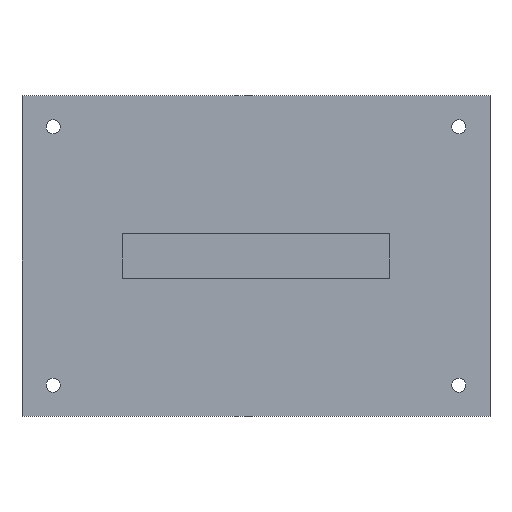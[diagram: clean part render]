
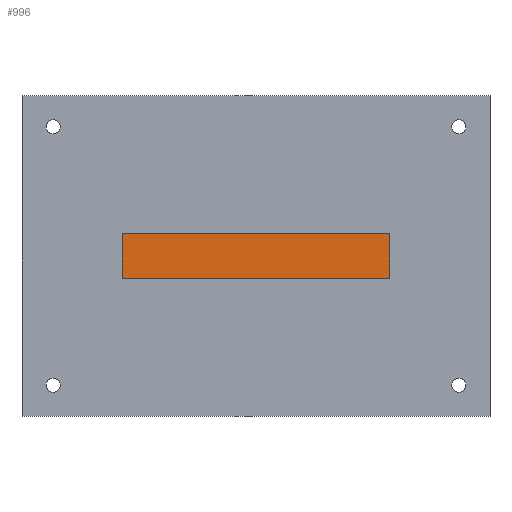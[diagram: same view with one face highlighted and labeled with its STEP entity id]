
A CAD part, top view. The second image highlights one B-rep face of the part: STEP entity #996.
In plain terms, the highlighted planar face has unit normal (0, 0, 1).
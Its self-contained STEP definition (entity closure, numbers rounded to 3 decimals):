
#376 = PLANE('',#377);
#377 = AXIS2_PLACEMENT_3D('',#378,#379,#380);
#378 = CARTESIAN_POINT('',(22.5,31.,3.));
#379 = DIRECTION('',(1.,0.,-0.));
#380 = DIRECTION('',(0.,0.,1.));
#404 = PLANE('',#405);
#405 = AXIS2_PLACEMENT_3D('',#406,#407,#408);
#406 = CARTESIAN_POINT('',(22.5,41.,3.));
#407 = DIRECTION('',(-0.,1.,0.));
#408 = DIRECTION('',(0.,0.,1.));
#432 = PLANE('',#433);
#433 = AXIS2_PLACEMENT_3D('',#434,#435,#436);
#434 = CARTESIAN_POINT('',(82.5,31.,3.));
#435 = DIRECTION('',(1.,0.,-0.));
#436 = DIRECTION('',(0.,0.,1.));
#458 = PLANE('',#459);
#459 = AXIS2_PLACEMENT_3D('',#460,#461,#462);
#460 = CARTESIAN_POINT('',(22.5,31.,3.));
#461 = DIRECTION('',(-0.,1.,0.));
#462 = DIRECTION('',(0.,0.,1.));
#773 = VERTEX_POINT('',#774);
#774 = CARTESIAN_POINT('',(22.5,31.,5.));
#797 = VERTEX_POINT('',#798);
#798 = CARTESIAN_POINT('',(22.5,41.,5.));
#819 = EDGE_CURVE('',#773,#797,#820,.T.);
#820 = SURFACE_CURVE('',#821,(#825,#832),.PCURVE_S1.);
#821 = LINE('',#822,#823);
#822 = CARTESIAN_POINT('',(22.5,31.,5.));
#823 = VECTOR('',#824,1.);
#824 = DIRECTION('',(-0.,1.,0.));
#825 = PCURVE('',#376,#826);
#826 = DEFINITIONAL_REPRESENTATION('',(#827),#831);
#827 = LINE('',#828,#829);
#828 = CARTESIAN_POINT('',(2.,0.));
#829 = VECTOR('',#830,1.);
#830 = DIRECTION('',(0.,-1.));
#831 = ( GEOMETRIC_REPRESENTATION_CONTEXT(2) 
PARAMETRIC_REPRESENTATION_CONTEXT() REPRESENTATION_CONTEXT('2D SPACE',''
  ) );
#832 = PCURVE('',#833,#838);
#833 = PLANE('',#834);
#834 = AXIS2_PLACEMENT_3D('',#835,#836,#837);
#835 = CARTESIAN_POINT('',(22.5,31.,5.));
#836 = DIRECTION('',(0.,0.,1.));
#837 = DIRECTION('',(1.,0.,-0.));
#838 = DEFINITIONAL_REPRESENTATION('',(#839),#843);
#839 = LINE('',#840,#841);
#840 = CARTESIAN_POINT('',(0.,0.));
#841 = VECTOR('',#842,1.);
#842 = DIRECTION('',(0.,1.));
#843 = ( GEOMETRIC_REPRESENTATION_CONTEXT(2) 
PARAMETRIC_REPRESENTATION_CONTEXT() REPRESENTATION_CONTEXT('2D SPACE',''
  ) );
#850 = EDGE_CURVE('',#773,#851,#853,.T.);
#851 = VERTEX_POINT('',#852);
#852 = CARTESIAN_POINT('',(82.5,31.,5.));
#853 = SURFACE_CURVE('',#854,(#858,#865),.PCURVE_S1.);
#854 = LINE('',#855,#856);
#855 = CARTESIAN_POINT('',(22.5,31.,5.));
#856 = VECTOR('',#857,1.);
#857 = DIRECTION('',(1.,0.,-0.));
#858 = PCURVE('',#458,#859);
#859 = DEFINITIONAL_REPRESENTATION('',(#860),#864);
#860 = LINE('',#861,#862);
#861 = CARTESIAN_POINT('',(2.,0.));
#862 = VECTOR('',#863,1.);
#863 = DIRECTION('',(0.,1.));
#864 = ( GEOMETRIC_REPRESENTATION_CONTEXT(2) 
PARAMETRIC_REPRESENTATION_CONTEXT() REPRESENTATION_CONTEXT('2D SPACE',''
  ) );
#865 = PCURVE('',#833,#866);
#866 = DEFINITIONAL_REPRESENTATION('',(#867),#871);
#867 = LINE('',#868,#869);
#868 = CARTESIAN_POINT('',(0.,0.));
#869 = VECTOR('',#870,1.);
#870 = DIRECTION('',(1.,0.));
#871 = ( GEOMETRIC_REPRESENTATION_CONTEXT(2) 
PARAMETRIC_REPRESENTATION_CONTEXT() REPRESENTATION_CONTEXT('2D SPACE',''
  ) );
#900 = VERTEX_POINT('',#901);
#901 = CARTESIAN_POINT('',(82.5,41.,5.));
#922 = EDGE_CURVE('',#851,#900,#923,.T.);
#923 = SURFACE_CURVE('',#924,(#928,#935),.PCURVE_S1.);
#924 = LINE('',#925,#926);
#925 = CARTESIAN_POINT('',(82.5,31.,5.));
#926 = VECTOR('',#927,1.);
#927 = DIRECTION('',(-0.,1.,0.));
#928 = PCURVE('',#432,#929);
#929 = DEFINITIONAL_REPRESENTATION('',(#930),#934);
#930 = LINE('',#931,#932);
#931 = CARTESIAN_POINT('',(2.,0.));
#932 = VECTOR('',#933,1.);
#933 = DIRECTION('',(0.,-1.));
#934 = ( GEOMETRIC_REPRESENTATION_CONTEXT(2) 
PARAMETRIC_REPRESENTATION_CONTEXT() REPRESENTATION_CONTEXT('2D SPACE',''
  ) );
#935 = PCURVE('',#833,#936);
#936 = DEFINITIONAL_REPRESENTATION('',(#937),#941);
#937 = LINE('',#938,#939);
#938 = CARTESIAN_POINT('',(60.,0.));
#939 = VECTOR('',#940,1.);
#940 = DIRECTION('',(0.,1.));
#941 = ( GEOMETRIC_REPRESENTATION_CONTEXT(2) 
PARAMETRIC_REPRESENTATION_CONTEXT() REPRESENTATION_CONTEXT('2D SPACE',''
  ) );
#948 = EDGE_CURVE('',#797,#900,#949,.T.);
#949 = SURFACE_CURVE('',#950,(#954,#961),.PCURVE_S1.);
#950 = LINE('',#951,#952);
#951 = CARTESIAN_POINT('',(22.5,41.,5.));
#952 = VECTOR('',#953,1.);
#953 = DIRECTION('',(1.,0.,-0.));
#954 = PCURVE('',#404,#955);
#955 = DEFINITIONAL_REPRESENTATION('',(#956),#960);
#956 = LINE('',#957,#958);
#957 = CARTESIAN_POINT('',(2.,0.));
#958 = VECTOR('',#959,1.);
#959 = DIRECTION('',(0.,1.));
#960 = ( GEOMETRIC_REPRESENTATION_CONTEXT(2) 
PARAMETRIC_REPRESENTATION_CONTEXT() REPRESENTATION_CONTEXT('2D SPACE',''
  ) );
#961 = PCURVE('',#833,#962);
#962 = DEFINITIONAL_REPRESENTATION('',(#963),#967);
#963 = LINE('',#964,#965);
#964 = CARTESIAN_POINT('',(0.,10.));
#965 = VECTOR('',#966,1.);
#966 = DIRECTION('',(1.,0.));
#967 = ( GEOMETRIC_REPRESENTATION_CONTEXT(2) 
PARAMETRIC_REPRESENTATION_CONTEXT() REPRESENTATION_CONTEXT('2D SPACE',''
  ) );
#996 = ADVANCED_FACE('',(#997),#833,.T.);
#997 = FACE_BOUND('',#998,.T.);
#998 = EDGE_LOOP('',(#999,#1000,#1001,#1002));
#999 = ORIENTED_EDGE('',*,*,#819,.F.);
#1000 = ORIENTED_EDGE('',*,*,#850,.T.);
#1001 = ORIENTED_EDGE('',*,*,#922,.T.);
#1002 = ORIENTED_EDGE('',*,*,#948,.F.);
